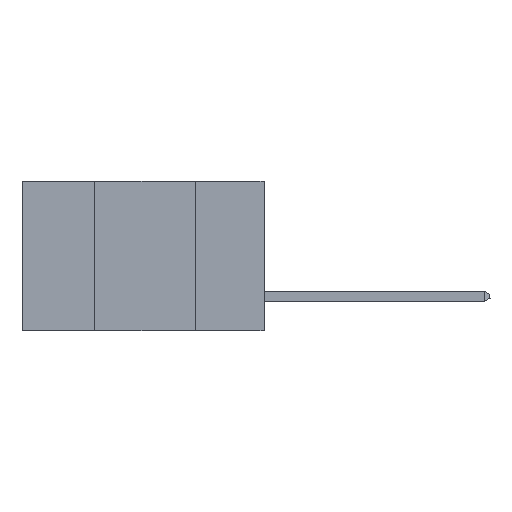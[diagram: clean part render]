
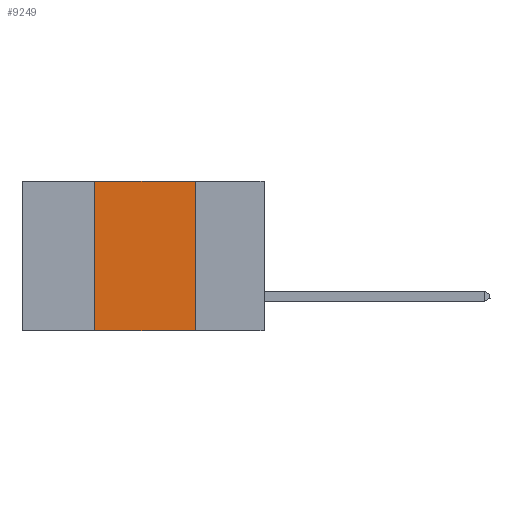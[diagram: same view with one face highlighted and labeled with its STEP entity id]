
A CAD part, left-side view. The second image highlights one B-rep face of the part: STEP entity #9249.
In plain terms, the highlighted planar face has unit normal (-1, 0, 0).
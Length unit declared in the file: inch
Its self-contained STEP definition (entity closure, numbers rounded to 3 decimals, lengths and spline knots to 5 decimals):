
#20 = ORIENTED_EDGE ( 'NONE', *, *, #3172, .F. ) ;
#58 = ORIENTED_EDGE ( 'NONE', *, *, #8315, .F. ) ;
#129 = DIRECTION ( 'NONE',  ( 0., 0., 1. ) ) ;
#341 = ORIENTED_EDGE ( 'NONE', *, *, #6130, .T. ) ;
#452 = CARTESIAN_POINT ( 'NONE',  ( 0., 0.6, -0.37 ) ) ;
#707 = CARTESIAN_POINT ( 'NONE',  ( 0., 0.6, 0. ) ) ;
#1055 = CARTESIAN_POINT ( 'NONE',  ( 0., 0.42, 0. ) ) ;
#1106 = CARTESIAN_POINT ( 'NONE',  ( 0., 0.17, -0.37 ) ) ;
#1355 = EDGE_LOOP ( 'NONE', ( #2325, #20, #58, #341 ) ) ;
#1406 = VERTEX_POINT ( 'NONE', #1106 ) ;
#1610 = DIRECTION ( 'NONE',  ( 1., 0., 0. ) ) ;
#1943 = LINE ( 'NONE', #452, #8546 ) ;
#2077 = LINE ( 'NONE', #10320, #10823 ) ;
#2325 = ORIENTED_EDGE ( 'NONE', *, *, #8898, .F. ) ;
#2416 = LINE ( 'NONE', #1055, #10908 ) ;
#2715 = CARTESIAN_POINT ( 'NONE',  ( 0., 0.42, -0.37 ) ) ;
#3172 = EDGE_CURVE ( 'NONE', #6245, #5328, #5721, .T. ) ;
#3372 = VECTOR ( 'NONE', #6667, 39.37008 ) ;
#4128 = AXIS2_PLACEMENT_3D ( 'NONE', #707, #1610, #7664 ) ;
#4191 = CARTESIAN_POINT ( 'NONE',  ( 0., 0.42, 0. ) ) ;
#4596 = CARTESIAN_POINT ( 'NONE',  ( 0., 0.17, 0. ) ) ;
#4936 = FACE_OUTER_BOUND ( 'NONE', #1355, .T. ) ;
#5328 = VERTEX_POINT ( 'NONE', #4596 ) ;
#5721 = LINE ( 'NONE', #9185, #3372 ) ;
#6130 = EDGE_CURVE ( 'NONE', #7504, #1406, #1943, .T. ) ;
#6245 = VERTEX_POINT ( 'NONE', #4191 ) ;
#6566 = DIRECTION ( 'NONE',  ( 0., -1., 0. ) ) ;
#6667 = DIRECTION ( 'NONE',  ( 0., -1., 0. ) ) ;
#7504 = VERTEX_POINT ( 'NONE', #2715 ) ;
#7664 = DIRECTION ( 'NONE',  ( 0., 0., -1. ) ) ;
#7881 = DIRECTION ( 'NONE',  ( 0., 0., -1. ) ) ;
#8315 = EDGE_CURVE ( 'NONE', #7504, #6245, #2416, .T. ) ;
#8451 = PLANE ( 'NONE',  #4128 ) ;
#8546 = VECTOR ( 'NONE', #6566, 39.37008 ) ;
#8898 = EDGE_CURVE ( 'NONE', #5328, #1406, #2077, .T. ) ;
#9185 = CARTESIAN_POINT ( 'NONE',  ( 0., 0.6, 0. ) ) ;
#9249 = ADVANCED_FACE ( 'NONE', ( #4936 ), #8451, .F. ) ;
#10320 = CARTESIAN_POINT ( 'NONE',  ( 0., 0.17, 0. ) ) ;
#10823 = VECTOR ( 'NONE', #7881, 39.37008 ) ;
#10908 = VECTOR ( 'NONE', #129, 39.37008 ) ;
